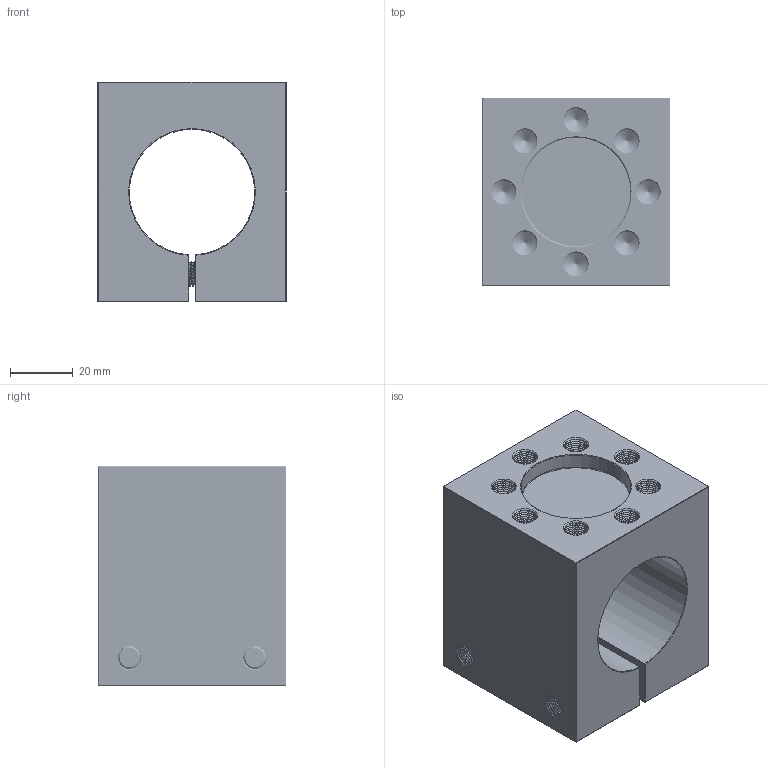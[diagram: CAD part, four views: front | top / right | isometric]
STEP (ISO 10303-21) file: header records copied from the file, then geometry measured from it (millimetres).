
FILE_DESCRIPTION(/* description */ (''),/* implementation_level */ '2;1');
FILE_NAME(/* name */ '6dbc6d41-2d7d-4ea7-b45d-c48953a3893d.stp',/* time_stamp */ '2024-10-08T19:07:25Z',/* author */ (''),/* organization */ (''),/* preprocessor_version */ 'ST-DEVELOPER v20',/* originating_system */ 'Autodesk Translation Framework v13.20.0.188',/* authorisation */ '');
FILE_SCHEMA (('AUTOMOTIVE_DESIGN { 1 0 10303 214 3 1 1 }'));
Products named in the file (3): SE 01_018; SE 01.018_body_part; Socket_head_screw_M8
Assembly tree (3 placements, depth 2):
  SE 01_018
    Socket_head_screw_M8  x2
    SE 01.018_body_part
Bounding box: 60 x 60 x 70 mm (x, y, z)
Volume: 164839.7 mm3; surface area: 42486.8 mm2
Topology: 3 solids, 3 shells, 746 faces, 2091 edges, 1358 vertices
Faces by surface type: cylinder 590, plane 88, cone 40, bspline 28
Full cylindrical faces by diameter (mm): 6.701 x54, 7.234 x120, 8 x56, 8.128 x50, 13 x4, 35 x1
Entity records: 54999 total; most frequent: CARTESIAN_POINT 40010, ORIENTED_EDGE 3724, DIRECTION 2162, EDGE_CURVE 1862, VERTEX_POINT 1215, B_SPLINE_CURVE_WITH_KNOTS 1103, AXIS2_PLACEMENT_3D 767, EDGE_LOOP 685
